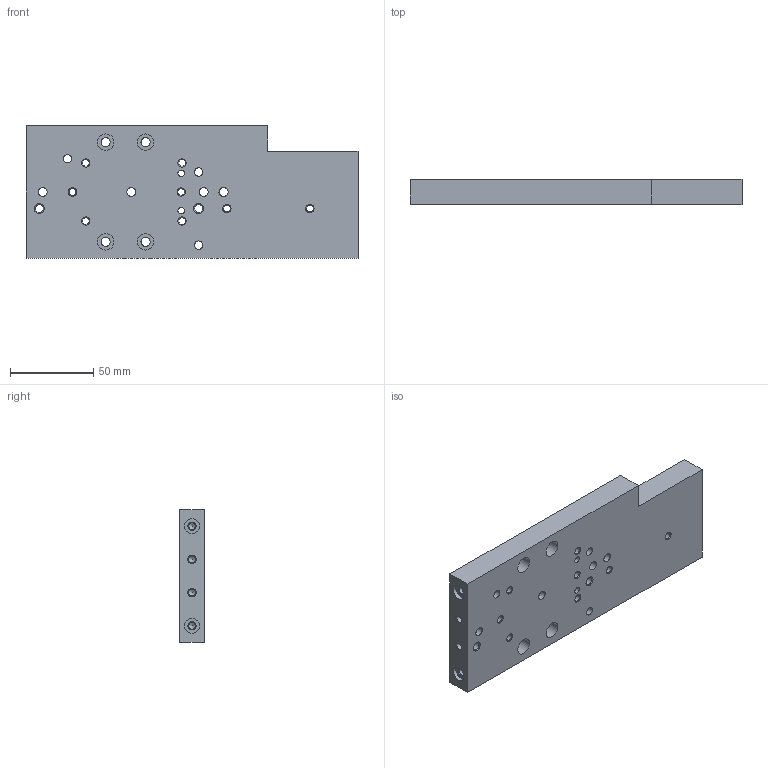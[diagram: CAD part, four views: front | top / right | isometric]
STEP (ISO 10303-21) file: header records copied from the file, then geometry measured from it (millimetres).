
FILE_DESCRIPTION(/* description */ ('STEP AP214'),/* implementation_level */ '2;1');
FILE_NAME(/* name */ '539656_HMVM-RP_FP-DL25_40',/* time_stamp */ '2024-08-29T09:47:25+02:00',/* author */ ('License CC BY-ND 4.0'),/* organization */ ('CADENAS'),/* preprocessor_version */ 'ST-DEVELOPER v19.3',/* originating_system */ 'PARTsolutions',/* authorisation */ ' ');
FILE_SCHEMA (('AUTOMOTIVE_DESIGN {1 0 10303 214 3 1 1}'));
Length unit declared in the file: millimetre
Products named in the file (1): 539656 HMVM-RP/FP-DL25/40
Bounding box: 200 x 15 x 80 mm (x, y, z)
Volume: 216269.5 mm3; surface area: 44783.4 mm2
Topology: 1 solids, 1 shells, 94 faces, 212 edges, 130 vertices
Faces by surface type: cylinder 43, cone 33, plane 18
Full cylindrical faces by diameter (mm): 4 x2, 4.134 x13, 4.917 x2, 5 x5, 5.5 x8, 6 x3, 9 x2, 10 x8
Entity records: 2354 total; most frequent: DIRECTION 424, CARTESIAN_POINT 385, ORIENTED_EDGE 256, FACE_BOUND 232, EDGE_LOOP 228, AXIS2_PLACEMENT_3D 203, EDGE_CURVE 128, VERTEX_POINT 126
